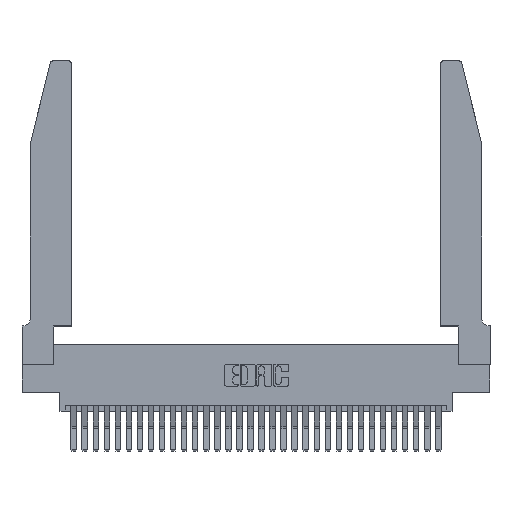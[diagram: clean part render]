
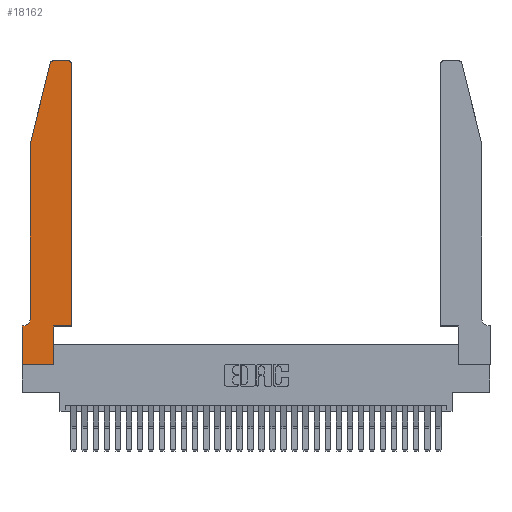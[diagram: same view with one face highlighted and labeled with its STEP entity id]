
A CAD part, top view. The second image highlights one B-rep face of the part: STEP entity #18162.
In plain terms, the highlighted planar face has unit normal (0, 0, 1).
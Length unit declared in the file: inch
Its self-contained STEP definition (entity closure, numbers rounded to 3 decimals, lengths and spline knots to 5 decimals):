
#6 = DIRECTION ( 'NONE',  ( 0., 0., 1. ) ) ;
#1680 = DIRECTION ( 'NONE',  ( 1., 0., 0. ) ) ;
#2129 = CARTESIAN_POINT ( 'NONE',  ( 0.25487, 2.72718, 0.37 ) ) ;
#2536 = DIRECTION ( 'NONE',  ( -1., 0., 0. ) ) ;
#3249 = ORIENTED_EDGE ( 'NONE', *, *, #18741, .T. ) ;
#3355 = DIRECTION ( 'NONE',  ( 0., 1., 0. ) ) ;
#3785 = CARTESIAN_POINT ( 'NONE',  ( 0.4505, 0.35, 0.37 ) ) ;
#4254 = VERTEX_POINT ( 'NONE', #16244 ) ;
#4719 = EDGE_CURVE ( 'NONE', #18640, #5855, #24625, .T. ) ;
#4990 = VERTEX_POINT ( 'NONE', #26477 ) ;
#5032 = EDGE_CURVE ( 'NONE', #24058, #21886, #8528, .T. ) ;
#5249 = CARTESIAN_POINT ( 'NONE',  ( 0.2605, 2.75, 0.37 ) ) ;
#5855 = VERTEX_POINT ( 'NONE', #32328 ) ;
#5857 = CARTESIAN_POINT ( 'NONE',  ( 0.2865, 0., 0.37 ) ) ;
#6135 = VECTOR ( 'NONE', #14534, 39.37008 ) ;
#6142 = DIRECTION ( 'NONE',  ( -1., 0., 0. ) ) ;
#6319 = PLANE ( 'NONE',  #6537 ) ;
#6428 = DIRECTION ( 'NONE',  ( 1., 0., 0. ) ) ;
#6537 = AXIS2_PLACEMENT_3D ( 'NONE', #19091, #21551, #6428 ) ;
#7276 = DIRECTION ( 'NONE',  ( 0., -1., 0. ) ) ;
#7753 = CIRCLE ( 'NONE', #32513, 0.07 ) ;
#7860 = DIRECTION ( 'NONE',  ( -1., 0., 0. ) ) ;
#8528 = LINE ( 'NONE', #11721, #27728 ) ;
#8561 = DIRECTION ( 'NONE',  ( 1., 0., 0. ) ) ;
#8651 = CARTESIAN_POINT ( 'NONE',  ( 0.0755, 0.35, 0.37 ) ) ;
#8806 = VERTEX_POINT ( 'NONE', #24170 ) ;
#9973 = EDGE_CURVE ( 'NONE', #8806, #24058, #10871, .T. ) ;
#10385 = EDGE_CURVE ( 'NONE', #28557, #8806, #19079, .T. ) ;
#10871 = LINE ( 'NONE', #29412, #29965 ) ;
#11492 = DIRECTION ( 'NONE',  ( 0., 0., 1. ) ) ;
#11721 = CARTESIAN_POINT ( 'NONE',  ( 0.4505, 0.35, 0.37 ) ) ;
#11903 = EDGE_LOOP ( 'NONE', ( #26707, #28869, #27726, #14760, #18030, #20951, #3249, #22077, #23726, #18754, #23842, #12137 ) ) ;
#12137 = ORIENTED_EDGE ( 'NONE', *, *, #20407, .T. ) ;
#12423 = VECTOR ( 'NONE', #8561, 39.37008 ) ;
#12706 = EDGE_CURVE ( 'NONE', #31453, #4254, #23153, .T. ) ;
#12746 = EDGE_CURVE ( 'NONE', #5855, #14923, #26633, .T. ) ;
#13220 = LINE ( 'NONE', #21093, #12423 ) ;
#13551 = EDGE_CURVE ( 'NONE', #14923, #23890, #18869, .T. ) ;
#14250 = VECTOR ( 'NONE', #6142, 39.37008 ) ;
#14534 = DIRECTION ( 'NONE',  ( -0.239, -0.971, 0. ) ) ;
#14760 = ORIENTED_EDGE ( 'NONE', *, *, #32428, .T. ) ;
#14923 = VERTEX_POINT ( 'NONE', #2129 ) ;
#15453 = DIRECTION ( 'NONE',  ( 0., 0., -1. ) ) ;
#15474 = CARTESIAN_POINT ( 'NONE',  ( 0.4205, 2.72, 0.37 ) ) ;
#15590 = FACE_OUTER_BOUND ( 'NONE', #11903, .T. ) ;
#16244 = CARTESIAN_POINT ( 'NONE',  ( 0., 0.35, 0.37 ) ) ;
#17799 = VECTOR ( 'NONE', #7276, 39.37008 ) ;
#17976 = DIRECTION ( 'NONE',  ( 1., 0., 0. ) ) ;
#17998 = VERTEX_POINT ( 'NONE', #25925 ) ;
#18030 = ORIENTED_EDGE ( 'NONE', *, *, #24380, .T. ) ;
#18162 = ADVANCED_FACE ( 'NONE', ( #15590 ), #6319, .T. ) ;
#18629 = CARTESIAN_POINT ( 'NONE',  ( 0., 0., 0.37 ) ) ;
#18640 = VERTEX_POINT ( 'NONE', #20775 ) ;
#18741 = EDGE_CURVE ( 'NONE', #4254, #17998, #19816, .T. ) ;
#18753 = EDGE_CURVE ( 'NONE', #17998, #28557, #13220, .T. ) ;
#18754 = ORIENTED_EDGE ( 'NONE', *, *, #9973, .T. ) ;
#18869 = LINE ( 'NONE', #31893, #6135 ) ;
#19079 = LINE ( 'NONE', #21122, #24863 ) ;
#19091 = CARTESIAN_POINT ( 'NONE',  ( 0., 0.35, 0.37 ) ) ;
#19816 = LINE ( 'NONE', #18629, #26395 ) ;
#19873 = CARTESIAN_POINT ( 'NONE',  ( 0.0755, 2., 0.37 ) ) ;
#20407 = EDGE_CURVE ( 'NONE', #21886, #18640, #30183, .T. ) ;
#20775 = CARTESIAN_POINT ( 'NONE',  ( 0.4205, 2.75, 0.37 ) ) ;
#20951 = ORIENTED_EDGE ( 'NONE', *, *, #12706, .T. ) ;
#21093 = CARTESIAN_POINT ( 'NONE',  ( 0., 0., 0.37 ) ) ;
#21122 = CARTESIAN_POINT ( 'NONE',  ( 0.2865, 0.35, 0.37 ) ) ;
#21551 = DIRECTION ( 'NONE',  ( 0., 0., 1. ) ) ;
#21799 = AXIS2_PLACEMENT_3D ( 'NONE', #15474, #6, #17976 ) ;
#21886 = VERTEX_POINT ( 'NONE', #27722 ) ;
#22077 = ORIENTED_EDGE ( 'NONE', *, *, #18753, .T. ) ;
#23153 = LINE ( 'NONE', #8651, #14250 ) ;
#23588 = DIRECTION ( 'NONE',  ( 0., -1., 0. ) ) ;
#23726 = ORIENTED_EDGE ( 'NONE', *, *, #10385, .T. ) ;
#23842 = ORIENTED_EDGE ( 'NONE', *, *, #5032, .T. ) ;
#23868 = VECTOR ( 'NONE', #7860, 39.37008 ) ;
#23890 = VERTEX_POINT ( 'NONE', #25789 ) ;
#24058 = VERTEX_POINT ( 'NONE', #3785 ) ;
#24170 = CARTESIAN_POINT ( 'NONE',  ( 0.2865, 0.35, 0.37 ) ) ;
#24376 = LINE ( 'NONE', #19873, #17799 ) ;
#24380 = EDGE_CURVE ( 'NONE', #4990, #31453, #7753, .T. ) ;
#24625 = LINE ( 'NONE', #5249, #23868 ) ;
#24863 = VECTOR ( 'NONE', #3355, 39.37008 ) ;
#25789 = CARTESIAN_POINT ( 'NONE',  ( 0.0755, 2., 0.37 ) ) ;
#25925 = CARTESIAN_POINT ( 'NONE',  ( 0., 0., 0.37 ) ) ;
#26372 = CARTESIAN_POINT ( 'NONE',  ( 0.284, 2.72, 0.37 ) ) ;
#26395 = VECTOR ( 'NONE', #23588, 39.37008 ) ;
#26477 = CARTESIAN_POINT ( 'NONE',  ( 0.0755, 0.42, 0.37 ) ) ;
#26633 = CIRCLE ( 'NONE', #32278, 0.03 ) ;
#26707 = ORIENTED_EDGE ( 'NONE', *, *, #4719, .T. ) ;
#26885 = CARTESIAN_POINT ( 'NONE',  ( 0.0055, 0.35, 0.37 ) ) ;
#27722 = CARTESIAN_POINT ( 'NONE',  ( 0.4505, 2.72, 0.37 ) ) ;
#27726 = ORIENTED_EDGE ( 'NONE', *, *, #13551, .T. ) ;
#27728 = VECTOR ( 'NONE', #31501, 39.37008 ) ;
#28557 = VERTEX_POINT ( 'NONE', #5857 ) ;
#28869 = ORIENTED_EDGE ( 'NONE', *, *, #12746, .T. ) ;
#28901 = DIRECTION ( 'NONE',  ( 1., 0., 0. ) ) ;
#29412 = CARTESIAN_POINT ( 'NONE',  ( 0.4505, 0.35, 0.37 ) ) ;
#29965 = VECTOR ( 'NONE', #1680, 39.37008 ) ;
#30183 = CIRCLE ( 'NONE', #21799, 0.03 ) ;
#30307 = CARTESIAN_POINT ( 'NONE',  ( 0.0055, 0.42, 0.37 ) ) ;
#31453 = VERTEX_POINT ( 'NONE', #26885 ) ;
#31501 = DIRECTION ( 'NONE',  ( 0., 1., 0. ) ) ;
#31893 = CARTESIAN_POINT ( 'NONE',  ( 0.0755, 2., 0.37 ) ) ;
#32278 = AXIS2_PLACEMENT_3D ( 'NONE', #26372, #11492, #28901 ) ;
#32328 = CARTESIAN_POINT ( 'NONE',  ( 0.284, 2.75, 0.37 ) ) ;
#32428 = EDGE_CURVE ( 'NONE', #23890, #4990, #24376, .T. ) ;
#32513 = AXIS2_PLACEMENT_3D ( 'NONE', #30307, #15453, #2536 ) ;
